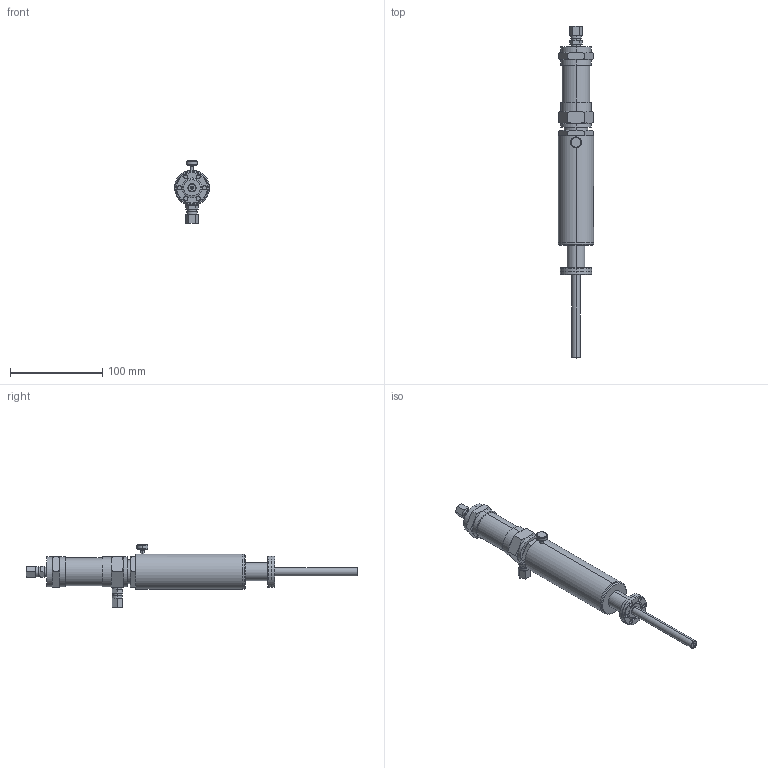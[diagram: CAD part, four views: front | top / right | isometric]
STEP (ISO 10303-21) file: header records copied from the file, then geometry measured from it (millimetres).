
FILE_DESCRIPTION((''),'2;1');
FILE_NAME('ZLDP925P','2012-01-17T',('graeme.farley'),(''),'PRO/ENGINEER BY PARAMETRIC TECHNOLOGY CORPORATION, 2010140','PRO/ENGINEER BY PARAMETRIC TECHNOLOGY CORPORATION, 2010140','');
FILE_SCHEMA(('CONFIG_CONTROL_DESIGN'));
Length unit declared in the file: millimetre
Products named in the file (1): ZLDP925P
Bounding box: 38.1 x 359 x 67.8 mm (x, y, z)
Volume: 233723.4 mm3; surface area: 37925.7 mm2
Topology: 1 solids, 1 shells, 197 faces, 499 edges, 327 vertices
Faces by surface type: plane 95, cylinder 70, cone 20, bspline 10, torus 2
Entity records: 6496 total; most frequent: CARTESIAN_POINT 1652, DIRECTION 1008, ORIENTED_EDGE 994, EDGE_CURVE 497, AXIS2_PLACEMENT_3D 389, VERTEX_POINT 327, EDGE_LOOP 236, VECTOR 230
